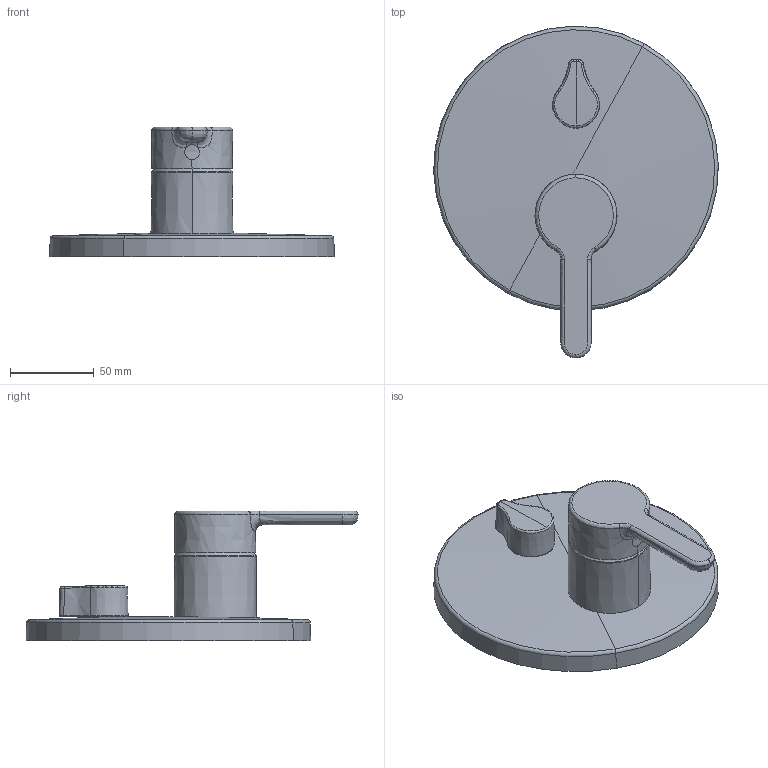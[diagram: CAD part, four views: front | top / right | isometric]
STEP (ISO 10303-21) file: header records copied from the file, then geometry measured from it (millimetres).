
FILE_DESCRIPTION (( 'STEP AP203' ), '1' );
FILE_NAME ('81113563.STEP', '2017-04-26T06:29:46', ( '' ), ( '' ), 'SwSTEP 2.0', 'SolidWorks 2016', '' );
FILE_SCHEMA (( 'CONFIG_CONTROL_DESIGN' ));
Length unit declared in the file: millimetre
Products named in the file (1): 81113563
Bounding box: 170 x 198.25 x 77.52 mm (x, y, z)
Volume: 445828.6 mm3; surface area: 66483.5 mm2
Topology: 1 solids, 1 shells, 63 faces, 146 edges, 88 vertices
Faces by surface type: bspline 25, torus 14, cone 9, sphere 6, plane 6, cylinder 3
Entity records: 4028 total; most frequent: CARTESIAN_POINT 2672, ORIENTED_EDGE 292, DIRECTION 231, EDGE_CURVE 146, AXIS2_PLACEMENT_3D 104, VERTEX_POINT 88, EDGE_LOOP 66, CIRCLE 65
